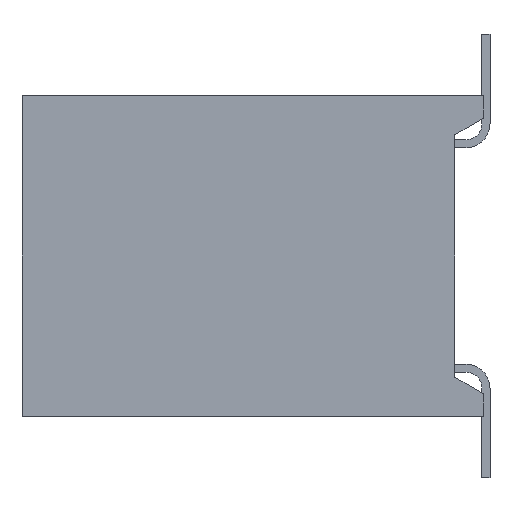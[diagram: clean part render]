
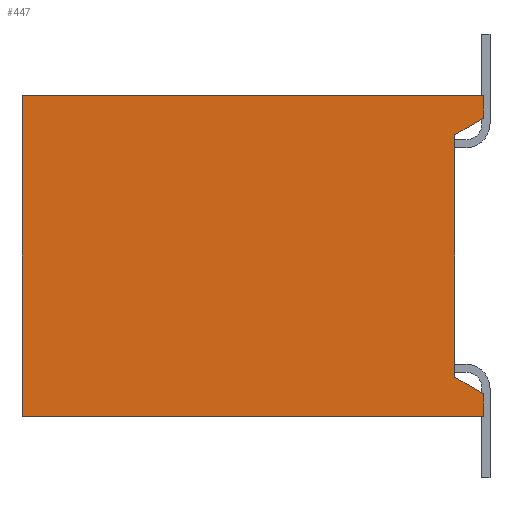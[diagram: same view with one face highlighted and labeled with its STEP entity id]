
A CAD part, left-side view. The second image highlights one B-rep face of the part: STEP entity #447.
In plain terms, the highlighted planar face has unit normal (-1, 0, 0).
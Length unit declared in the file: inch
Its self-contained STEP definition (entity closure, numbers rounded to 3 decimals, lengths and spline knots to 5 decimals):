
#447 = ADVANCED_FACE( '', ( #988 ), #989, .F. );
#988 = FACE_OUTER_BOUND( '', #1614, .T. );
#989 = PLANE( '', #1615 );
#1614 = EDGE_LOOP( '', ( #2919, #2920, #2921, #2922, #2923, #2924, #2925, #2926 ) );
#1615 = AXIS2_PLACEMENT_3D( '', #2927, #2928, #2929 );
#2919 = ORIENTED_EDGE( '', *, *, #4423, .F. );
#2920 = ORIENTED_EDGE( '', *, *, #4424, .T. );
#2921 = ORIENTED_EDGE( '', *, *, #4425, .F. );
#2922 = ORIENTED_EDGE( '', *, *, #4374, .F. );
#2923 = ORIENTED_EDGE( '', *, *, #4094, .T. );
#2924 = ORIENTED_EDGE( '', *, *, #4174, .T. );
#2925 = ORIENTED_EDGE( '', *, *, #4321, .F. );
#2926 = ORIENTED_EDGE( '', *, *, #4270, .F. );
#2927 = CARTESIAN_POINT( '', ( -0.2, 0.288, -0.1 ) );
#2928 = DIRECTION( '', ( 1., 0., 0. ) );
#2929 = DIRECTION( '', ( 0., 0., -1. ) );
#4094 = EDGE_CURVE( '', #5036, #5034, #5037, .T. );
#4174 = EDGE_CURVE( '', #5034, #5164, #5166, .T. );
#4270 = EDGE_CURVE( '', #5316, #5318, #5319, .T. );
#4321 = EDGE_CURVE( '', #5318, #5164, #5396, .T. );
#4374 = EDGE_CURVE( '', #5036, #5477, #5478, .T. );
#4423 = EDGE_CURVE( '', #5544, #5316, #5545, .T. );
#4424 = EDGE_CURVE( '', #5544, #5546, #5547, .T. );
#4425 = EDGE_CURVE( '', #5477, #5546, #5548, .T. );
#5034 = VERTEX_POINT( '', #6358 );
#5036 = VERTEX_POINT( '', #6361 );
#5037 = LINE( '', #6362, #6363 );
#5164 = VERTEX_POINT( '', #6551 );
#5166 = LINE( '', #6554, #6555 );
#5316 = VERTEX_POINT( '', #6779 );
#5318 = VERTEX_POINT( '', #6782 );
#5319 = LINE( '', #6783, #6784 );
#5396 = LINE( '', #6903, #6904 );
#5477 = VERTEX_POINT( '', #7030 );
#5478 = LINE( '', #7031, #7032 );
#5544 = VERTEX_POINT( '', #7131 );
#5545 = LINE( '', #7132, #7133 );
#5546 = VERTEX_POINT( '', #7134 );
#5547 = LINE( '', #7135, #7136 );
#5548 = LINE( '', #7137, #7138 );
#6358 = CARTESIAN_POINT( '', ( -0.2, 0., -0.1 ) );
#6361 = CARTESIAN_POINT( '', ( -0.2, 0.288, -0.1 ) );
#6362 = CARTESIAN_POINT( '', ( -0.2, 0.288, -0.1 ) );
#6363 = VECTOR( '', #7720, 39.37008 );
#6551 = CARTESIAN_POINT( '', ( -0.2, 0., -0.086 ) );
#6554 = CARTESIAN_POINT( '', ( -0.2, 0., -0.1 ) );
#6555 = VECTOR( '', #7786, 39.37008 );
#6779 = CARTESIAN_POINT( '', ( -0.2, 0.018, 0.07561 ) );
#6782 = CARTESIAN_POINT( '', ( -0.2, 0.018, -0.07561 ) );
#6783 = CARTESIAN_POINT( '', ( -0.2, 0.018, -0.1 ) );
#6784 = VECTOR( '', #7883, 39.37008 );
#6903 = CARTESIAN_POINT( '', ( -0.2, 0.20994, 0.03521 ) );
#6904 = VECTOR( '', #7929, 39.37008 );
#7030 = CARTESIAN_POINT( '', ( -0.2, 0.288, 0.1 ) );
#7031 = CARTESIAN_POINT( '', ( -0.2, 0.288, -0.1 ) );
#7032 = VECTOR( '', #7975, 39.37008 );
#7131 = CARTESIAN_POINT( '', ( -0.2, 0., 0.086 ) );
#7132 = CARTESIAN_POINT( '', ( -0.2, 0.29654, -0.08521 ) );
#7133 = VECTOR( '', #8015, 39.37008 );
#7134 = CARTESIAN_POINT( '', ( -0.2, 0., 0.1 ) );
#7135 = CARTESIAN_POINT( '', ( -0.2, 0., -0.1 ) );
#7136 = VECTOR( '', #8016, 39.37008 );
#7137 = CARTESIAN_POINT( '', ( -0.2, 0.288, 0.1 ) );
#7138 = VECTOR( '', #8017, 39.37008 );
#7720 = DIRECTION( '', ( 0., -1., 0. ) );
#7786 = DIRECTION( '', ( 0., 0., 1. ) );
#7883 = DIRECTION( '', ( 0., 0., -1. ) );
#7929 = DIRECTION( '', ( 0., -0.866, -0.5 ) );
#7975 = DIRECTION( '', ( 0., 0., 1. ) );
#8015 = DIRECTION( '', ( 0., 0.866, -0.5 ) );
#8016 = DIRECTION( '', ( 0., 0., 1. ) );
#8017 = DIRECTION( '', ( 0., -1., 0. ) );
